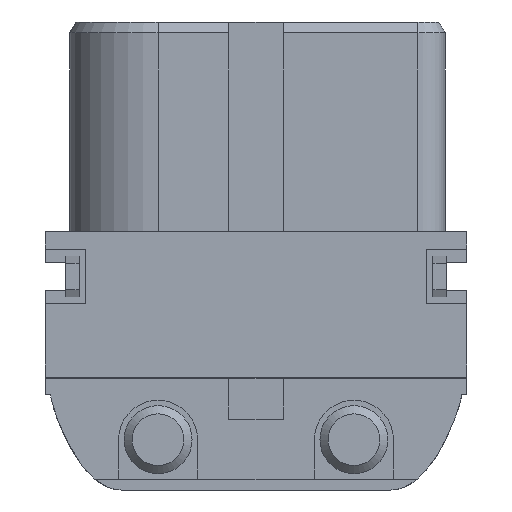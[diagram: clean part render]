
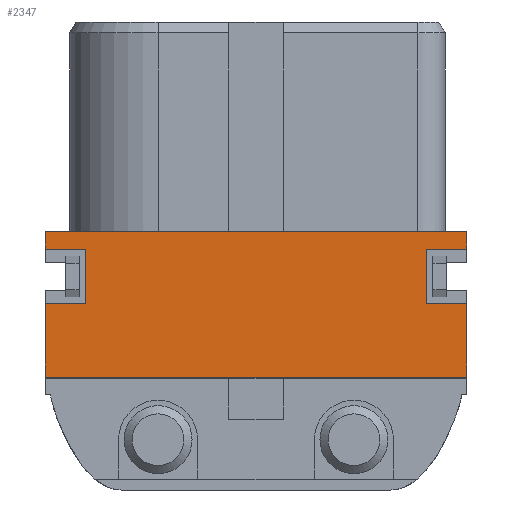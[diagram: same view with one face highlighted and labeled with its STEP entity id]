
A CAD part, front view. The second image highlights one B-rep face of the part: STEP entity #2347.
In plain terms, the highlighted planar face has unit normal (0, -1, 0).
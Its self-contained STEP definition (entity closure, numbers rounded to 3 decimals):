
#196=FACE_OUTER_BOUND('',#334,.T.);
#334=EDGE_LOOP('',(#1667,#1668,#1669,#1670,#1671,#1672,#1673,#1674,#1675,
#1676,#1677,#1678));
#515=LINE('',#3527,#770);
#516=LINE('',#3529,#771);
#517=LINE('',#3531,#772);
#518=LINE('',#3533,#773);
#519=LINE('',#3535,#774);
#520=LINE('',#3537,#775);
#521=LINE('',#3539,#776);
#522=LINE('',#3541,#777);
#523=LINE('',#3543,#778);
#524=LINE('',#3545,#779);
#525=LINE('',#3547,#780);
#526=LINE('',#3548,#781);
#770=VECTOR('',#2845,1000.);
#771=VECTOR('',#2846,1000.);
#772=VECTOR('',#2847,1000.);
#773=VECTOR('',#2848,1000.);
#774=VECTOR('',#2849,1000.);
#775=VECTOR('',#2850,1000.);
#776=VECTOR('',#2851,1000.);
#777=VECTOR('',#2852,1000.);
#778=VECTOR('',#2853,1000.);
#779=VECTOR('',#2854,1000.);
#780=VECTOR('',#2855,1000.);
#781=VECTOR('',#2856,1000.);
#1029=VERTEX_POINT('',#3525);
#1030=VERTEX_POINT('',#3526);
#1031=VERTEX_POINT('',#3528);
#1032=VERTEX_POINT('',#3530);
#1033=VERTEX_POINT('',#3532);
#1034=VERTEX_POINT('',#3534);
#1035=VERTEX_POINT('',#3536);
#1036=VERTEX_POINT('',#3538);
#1037=VERTEX_POINT('',#3540);
#1038=VERTEX_POINT('',#3542);
#1039=VERTEX_POINT('',#3544);
#1040=VERTEX_POINT('',#3546);
#1275=EDGE_CURVE('',#1029,#1030,#515,.T.);
#1276=EDGE_CURVE('',#1029,#1031,#516,.T.);
#1277=EDGE_CURVE('',#1031,#1032,#517,.T.);
#1278=EDGE_CURVE('',#1032,#1033,#518,.T.);
#1279=EDGE_CURVE('',#1034,#1033,#519,.T.);
#1280=EDGE_CURVE('',#1035,#1034,#520,.T.);
#1281=EDGE_CURVE('',#1036,#1035,#521,.T.);
#1282=EDGE_CURVE('',#1036,#1037,#522,.T.);
#1283=EDGE_CURVE('',#1038,#1037,#523,.T.);
#1284=EDGE_CURVE('',#1038,#1039,#524,.T.);
#1285=EDGE_CURVE('',#1040,#1039,#525,.T.);
#1286=EDGE_CURVE('',#1030,#1040,#526,.T.);
#1667=ORIENTED_EDGE('',*,*,#1275,.F.);
#1668=ORIENTED_EDGE('',*,*,#1276,.T.);
#1669=ORIENTED_EDGE('',*,*,#1277,.T.);
#1670=ORIENTED_EDGE('',*,*,#1278,.T.);
#1671=ORIENTED_EDGE('',*,*,#1279,.F.);
#1672=ORIENTED_EDGE('',*,*,#1280,.F.);
#1673=ORIENTED_EDGE('',*,*,#1281,.F.);
#1674=ORIENTED_EDGE('',*,*,#1282,.T.);
#1675=ORIENTED_EDGE('',*,*,#1283,.F.);
#1676=ORIENTED_EDGE('',*,*,#1284,.T.);
#1677=ORIENTED_EDGE('',*,*,#1285,.F.);
#1678=ORIENTED_EDGE('',*,*,#1286,.F.);
#2240=PLANE('',#2525);
#2347=ADVANCED_FACE('',(#196),#2240,.F.);
#2525=AXIS2_PLACEMENT_3D('',#3524,#2843,#2844);
#2843=DIRECTION('center_axis',(0.,1.,0.));
#2844=DIRECTION('ref_axis',(0.,0.,1.));
#2845=DIRECTION('',(-1.,0.,0.));
#2846=DIRECTION('',(0.,0.,1.));
#2847=DIRECTION('',(-1.,0.,0.));
#2848=DIRECTION('',(0.,0.,-1.));
#2849=DIRECTION('',(-1.,0.,0.));
#2850=DIRECTION('',(0.,0.,1.));
#2851=DIRECTION('',(1.,0.,0.));
#2852=DIRECTION('',(0.,0.,-1.));
#2853=DIRECTION('',(-1.,0.,0.));
#2854=DIRECTION('',(0.,0.,1.));
#2855=DIRECTION('',(1.,0.,0.));
#2856=DIRECTION('',(0.,0.,-1.));
#3524=CARTESIAN_POINT('Origin',(-6.839,-3.9,-15.606));
#3525=CARTESIAN_POINT('',(7.75,-3.9,-8.35));
#3526=CARTESIAN_POINT('',(6.25,-3.9,-8.35));
#3527=CARTESIAN_POINT('',(7.75,-3.9,-8.35));
#3528=CARTESIAN_POINT('',(7.75,-3.9,-7.7));
#3529=CARTESIAN_POINT('',(7.75,-3.9,-13.7));
#3530=CARTESIAN_POINT('',(-7.75,-3.9,-7.7));
#3531=CARTESIAN_POINT('',(7.75,-3.9,-7.7));
#3532=CARTESIAN_POINT('',(-7.75,-3.9,-8.35));
#3533=CARTESIAN_POINT('',(-7.75,-3.9,-7.7));
#3534=CARTESIAN_POINT('',(-6.25,-3.9,-8.35));
#3535=CARTESIAN_POINT('',(-7.75,-3.9,-8.35));
#3536=CARTESIAN_POINT('',(-6.25,-3.9,-10.35));
#3537=CARTESIAN_POINT('',(-6.25,-3.9,-8.35));
#3538=CARTESIAN_POINT('',(-7.75,-3.9,-10.35));
#3539=CARTESIAN_POINT('',(-6.25,-3.9,-10.35));
#3540=CARTESIAN_POINT('',(-7.75,-3.9,-13.05));
#3541=CARTESIAN_POINT('',(-7.75,-3.9,-7.7));
#3542=CARTESIAN_POINT('',(7.75,-3.9,-13.05));
#3543=CARTESIAN_POINT('',(-7.75,-3.9,-13.05));
#3544=CARTESIAN_POINT('',(7.75,-3.9,-10.35));
#3545=CARTESIAN_POINT('',(7.75,-3.9,-13.7));
#3546=CARTESIAN_POINT('',(6.25,-3.9,-10.35));
#3547=CARTESIAN_POINT('',(6.25,-3.9,-10.35));
#3548=CARTESIAN_POINT('',(6.25,-3.9,-8.35));
